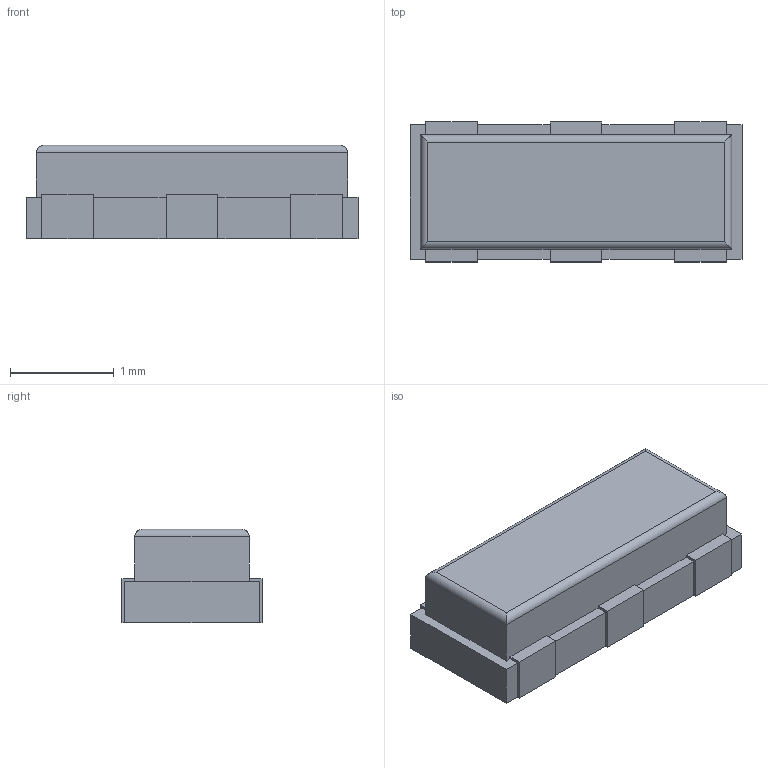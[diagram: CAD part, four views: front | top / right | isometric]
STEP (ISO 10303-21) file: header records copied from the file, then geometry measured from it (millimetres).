
FILE_DESCRIPTION(/* description */ ('model of Resonator_SMD_muRata_CSTxExxV-3Pin_3.0x1.1mm'),/* implementation_level */ '2;1');
FILE_NAME(/* name */ 'Resonator_SMD_muRata_CSTxExxV-3Pin_3.0x1.1mm.step',/* time_stamp */ '2019-07-06T12:00:53',/* author */ ('kicad StepUp','ksu'),/* organization */ ('FreeCAD'),/* preprocessor_version */ 'OCC',/* originating_system */ 'kicad StepUp',/* authorisation */ '');
FILE_SCHEMA(('AUTOMOTIVE_DESIGN { 1 0 10303 214 1 1 1 1 }'));
Length unit declared in the file: millimetre
Products named in the file (1): muRata_CSTxExxV
Bounding box: 3.2 x 1.35 x 0.9 mm (x, y, z)
Volume: 3.3 mm3; surface area: 16.1 mm2
Topology: 1 solids, 1 shells, 86 faces, 216 edges, 132 vertices
Faces by surface type: plane 82, cylinder 4
Entity records: 3092 total; most frequent: CARTESIAN_POINT 435, ORIENTED_EDGE 432, DIRECTION 394, EDGE_CURVE 216, LINE 212, VECTOR 212, VERTEX_POINT 132, AXIS2_PLACEMENT_3D 91
